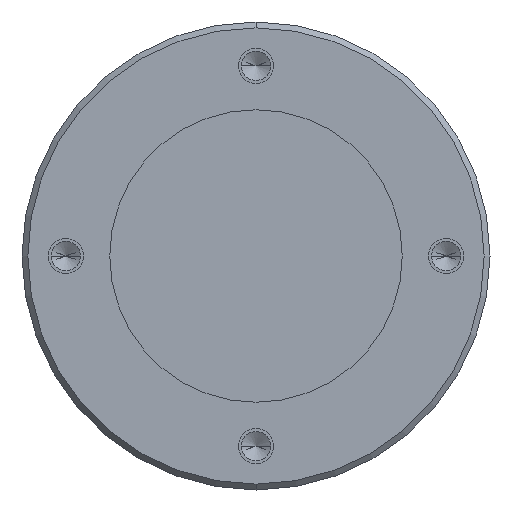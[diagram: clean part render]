
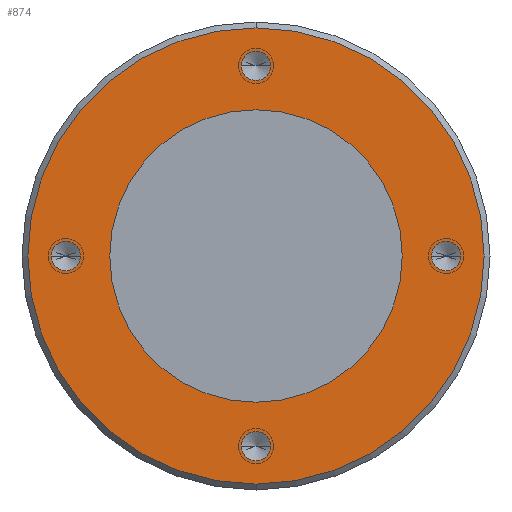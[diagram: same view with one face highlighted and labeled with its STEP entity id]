
A CAD part, front view. The second image highlights one B-rep face of the part: STEP entity #874.
In plain terms, the highlighted planar face has unit normal (0, -1, 0).
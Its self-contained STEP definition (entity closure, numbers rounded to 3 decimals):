
#1=CARTESIAN_POINT('',(0.,0.,0.));
#2=DIRECTION('',(0.,1.,0.));
#3=DIRECTION('',(0.,0.,1.));
#4=AXIS2_PLACEMENT_3D('',#1,#2,#3);
#14=CARTESIAN_POINT('',(0.,0.,0.));
#15=DIRECTION('',(0.,-1.,0.));
#16=DIRECTION('',(0.,0.,1.));
#17=AXIS2_PLACEMENT_3D('',#14,#15,#16);
#193=CARTESIAN_POINT('',(32.5,0.,0.));
#194=DIRECTION('',(0.,-1.,0.));
#195=DIRECTION('',(-1.,0.,0.));
#196=AXIS2_PLACEMENT_3D('',#193,#194,#195);
#198=CARTESIAN_POINT('',(32.5,0.,0.));
#199=DIRECTION('',(0.,-1.,0.));
#200=DIRECTION('',(1.,0.,0.));
#201=AXIS2_PLACEMENT_3D('',#198,#199,#200);
#203=CARTESIAN_POINT('',(0.,0.,32.5));
#204=DIRECTION('',(0.,-1.,0.));
#205=DIRECTION('',(-1.,0.,0.));
#206=AXIS2_PLACEMENT_3D('',#203,#204,#205);
#208=CARTESIAN_POINT('',(0.,0.,32.5));
#209=DIRECTION('',(0.,-1.,0.));
#210=DIRECTION('',(1.,0.,0.));
#211=AXIS2_PLACEMENT_3D('',#208,#209,#210);
#213=CARTESIAN_POINT('',(-32.5,0.,0.));
#214=DIRECTION('',(0.,-1.,0.));
#215=DIRECTION('',(-1.,0.,0.));
#216=AXIS2_PLACEMENT_3D('',#213,#214,#215);
#218=CARTESIAN_POINT('',(-32.5,0.,0.));
#219=DIRECTION('',(0.,-1.,0.));
#220=DIRECTION('',(1.,0.,0.));
#221=AXIS2_PLACEMENT_3D('',#218,#219,#220);
#223=CARTESIAN_POINT('',(0.,0.,-32.5));
#224=DIRECTION('',(0.,-1.,0.));
#225=DIRECTION('',(-1.,0.,0.));
#226=AXIS2_PLACEMENT_3D('',#223,#224,#225);
#228=CARTESIAN_POINT('',(0.,0.,-32.5));
#229=DIRECTION('',(0.,-1.,0.));
#230=DIRECTION('',(1.,0.,0.));
#231=AXIS2_PLACEMENT_3D('',#228,#229,#230);
#233=CARTESIAN_POINT('',(0.,0.,0.));
#234=DIRECTION('',(0.,-1.,0.));
#235=DIRECTION('',(0.,0.,1.));
#236=AXIS2_PLACEMENT_3D('',#233,#234,#235);
#238=CARTESIAN_POINT('',(0.,0.,0.));
#239=DIRECTION('',(0.,-1.,0.));
#240=DIRECTION('',(0.,0.,-1.));
#241=AXIS2_PLACEMENT_3D('',#238,#239,#240);
#463=CARTESIAN_POINT('',(0.,0.,25.));
#465=VERTEX_POINT('',#463);
#467=CARTESIAN_POINT('',(0.,0.,-25.));
#469=VERTEX_POINT('',#467);
#477=CARTESIAN_POINT('',(30.,0.,0.));
#478=CARTESIAN_POINT('',(35.,0.,0.));
#479=VERTEX_POINT('',#477);
#480=VERTEX_POINT('',#478);
#487=CARTESIAN_POINT('',(-2.5,0.,32.5));
#488=CARTESIAN_POINT('',(2.5,0.,32.5));
#489=VERTEX_POINT('',#487);
#490=VERTEX_POINT('',#488);
#497=CARTESIAN_POINT('',(-35.,0.,0.));
#498=CARTESIAN_POINT('',(-30.,0.,0.));
#499=VERTEX_POINT('',#497);
#500=VERTEX_POINT('',#498);
#507=CARTESIAN_POINT('',(-2.5,0.,-32.5));
#508=CARTESIAN_POINT('',(2.5,0.,-32.5));
#509=VERTEX_POINT('',#507);
#510=VERTEX_POINT('',#508);
#559=CARTESIAN_POINT('',(0.,0.,39.));
#560=CARTESIAN_POINT('',(0.,0.,-39.));
#561=VERTEX_POINT('',#559);
#562=VERTEX_POINT('',#560);
#836=CARTESIAN_POINT('',(0.,0.,0.));
#837=DIRECTION('',(0.,1.,0.));
#838=DIRECTION('',(0.,0.,-1.));
#839=AXIS2_PLACEMENT_3D('',#836,#837,#838);
#840=PLANE('',#839);
#842=ORIENTED_EDGE('',*,*,#841,.F.);
#843=ORIENTED_EDGE('',*,*,#826,.F.);
#844=EDGE_LOOP('',(#842,#843));
#845=FACE_OUTER_BOUND('',#844,.F.);
#847=ORIENTED_EDGE('',*,*,#846,.T.);
#849=ORIENTED_EDGE('',*,*,#848,.T.);
#850=EDGE_LOOP('',(#847,#849));
#851=FACE_BOUND('',#850,.F.);
#853=ORIENTED_EDGE('',*,*,#852,.T.);
#855=ORIENTED_EDGE('',*,*,#854,.T.);
#856=EDGE_LOOP('',(#853,#855));
#857=FACE_BOUND('',#856,.F.);
#859=ORIENTED_EDGE('',*,*,#858,.T.);
#861=ORIENTED_EDGE('',*,*,#860,.T.);
#862=EDGE_LOOP('',(#859,#861));
#863=FACE_BOUND('',#862,.F.);
#865=ORIENTED_EDGE('',*,*,#864,.T.);
#867=ORIENTED_EDGE('',*,*,#866,.T.);
#868=EDGE_LOOP('',(#865,#867));
#869=FACE_BOUND('',#868,.F.);
#870=ORIENTED_EDGE('',*,*,#586,.F.);
#871=ORIENTED_EDGE('',*,*,#604,.T.);
#872=EDGE_LOOP('',(#870,#871));
#873=FACE_BOUND('',#872,.F.);
#874=ADVANCED_FACE('',(#845,#851,#857,#863,#869,#873),#840,.F.);
#5=CIRCLE('',#4,25.);
#18=CIRCLE('',#17,25.);
#197=CIRCLE('',#196,2.5);
#202=CIRCLE('',#201,2.5);
#207=CIRCLE('',#206,2.5);
#212=CIRCLE('',#211,2.5);
#217=CIRCLE('',#216,2.5);
#222=CIRCLE('',#221,2.5);
#227=CIRCLE('',#226,2.5);
#232=CIRCLE('',#231,2.5);
#237=CIRCLE('',#236,39.);
#242=CIRCLE('',#241,39.);
#586=EDGE_CURVE('',#465,#469,#5,.T.);
#604=EDGE_CURVE('',#465,#469,#18,.T.);
#826=EDGE_CURVE('',#562,#561,#242,.T.);
#841=EDGE_CURVE('',#561,#562,#237,.T.);
#846=EDGE_CURVE('',#479,#480,#197,.T.);
#848=EDGE_CURVE('',#480,#479,#202,.T.);
#852=EDGE_CURVE('',#489,#490,#207,.T.);
#854=EDGE_CURVE('',#490,#489,#212,.T.);
#858=EDGE_CURVE('',#499,#500,#217,.T.);
#860=EDGE_CURVE('',#500,#499,#222,.T.);
#864=EDGE_CURVE('',#509,#510,#227,.T.);
#866=EDGE_CURVE('',#510,#509,#232,.T.);
